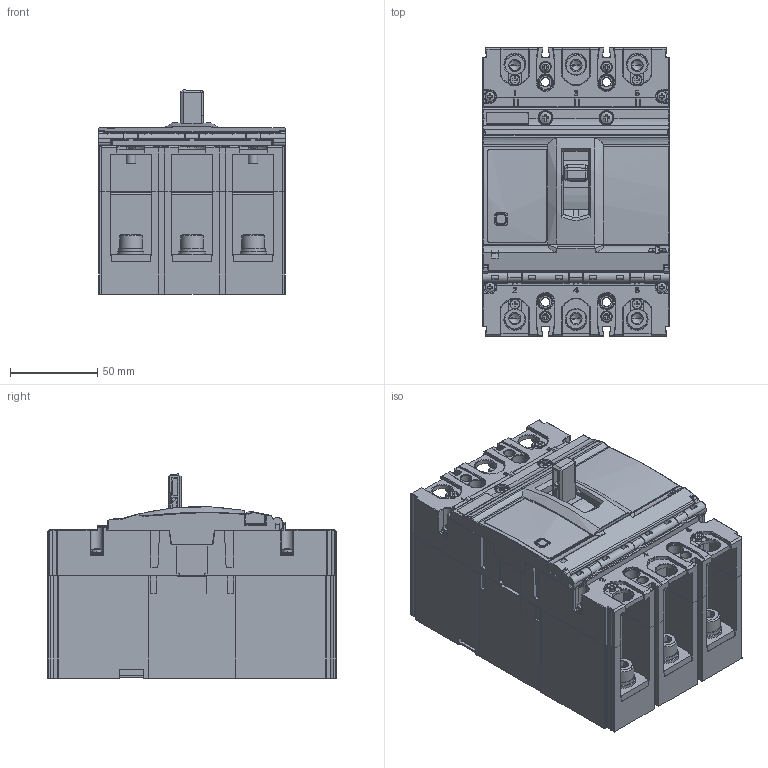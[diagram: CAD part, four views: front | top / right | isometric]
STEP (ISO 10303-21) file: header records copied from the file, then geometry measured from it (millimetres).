
FILE_DESCRIPTION (( 'STEP AP203' ), '1' );
FILE_NAME ('Ñáîðêà3.STEP', '2023-11-22T09:35:04', ( '' ), ( '' ), 'SwSTEP 2.0', 'SolidWorks 2022', '' );
FILE_SCHEMA (( 'CONFIG_CONTROL_DESIGN' ));
Products named in the file (2): 4564; Сборка3
Assembly tree (1 placements, depth 2):
  Сборка3
    4564
Bounding box: 107 x 165.5 x 116.88 mm (x, y, z)
Volume: 1391592.2 mm3; surface area: 240287.2 mm2
Topology: 2 solids, 2 shells, 4302 faces, 11877 edges, 7627 vertices
Faces by surface type: plane 2969, cylinder 918, bspline 221, cone 194
Entity records: 169886 total; most frequent: CARTESIAN_POINT 85102, ORIENTED_EDGE 23664, EDGE_CURVE 11832, B_SPLINE_CURVE_WITH_KNOTS 11630, DIRECTION 8170, VERTEX_POINT 7627, EDGE_LOOP 4569, FACE_OUTER_BOUND 4302
